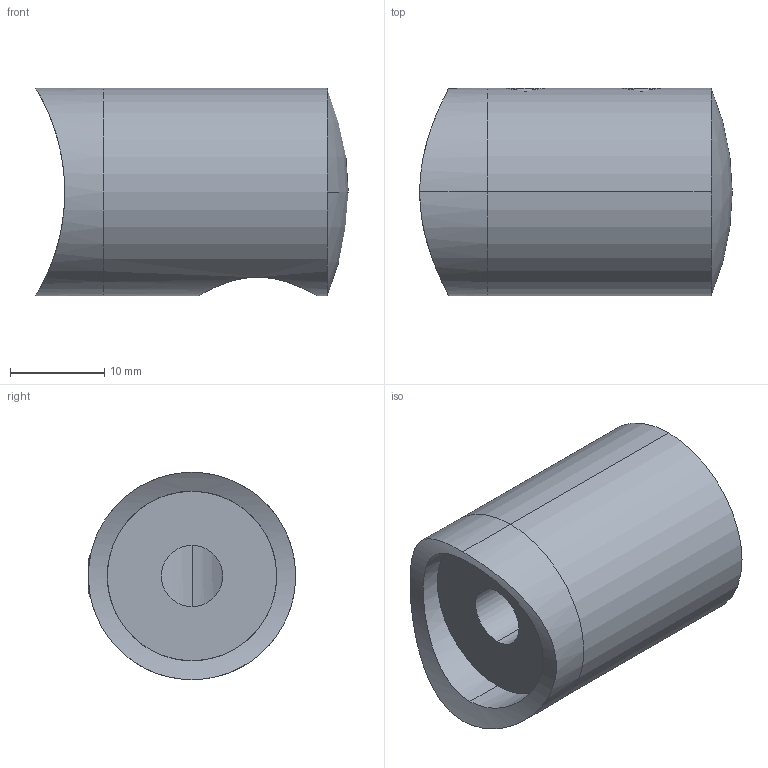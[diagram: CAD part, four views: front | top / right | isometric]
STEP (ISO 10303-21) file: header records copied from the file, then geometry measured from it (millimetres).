
FILE_DESCRIPTION (( 'STEP AP214' ), '1' );
FILE_NAME ('A_0832-042.STEP', '2022-12-09T08:47:53', ( '' ), ( '' ), 'SwSTEP 2.0', 'SolidWorks 2019', '' );
FILE_SCHEMA (( 'AUTOMOTIVE_DESIGN' ));
Length unit declared in the file: millimetre
Products named in the file (5): A_0832-042.P1; A_0832-042.P2; Skrutka DIN 913_SKRUTKA M 5X 5; A_0832-042; DIN 914_SKRUTKA M 5X 5
Assembly tree (4 placements, depth 2):
  A_0832-042
    A_0832-042.P1
    A_0832-042.P2
    DIN 914_SKRUTKA M 5X 5
    Skrutka DIN 913_SKRUTKA M 5X 5
Bounding box: 33.18 x 22 x 22 mm (x, y, z)
Volume: 7657 mm3; surface area: 5304.2 mm2
Topology: 4 solids, 4 shells, 67 faces, 150 edges, 91 vertices
Faces by surface type: cylinder 25, plane 22, cone 18, sphere 2
Entity records: 2677 total; most frequent: CARTESIAN_POINT 898, DIRECTION 327, ORIENTED_EDGE 296, EDGE_CURVE 148, AXIS2_PLACEMENT_3D 124, VERTEX_POINT 91, VECTOR 79, LINE 79
